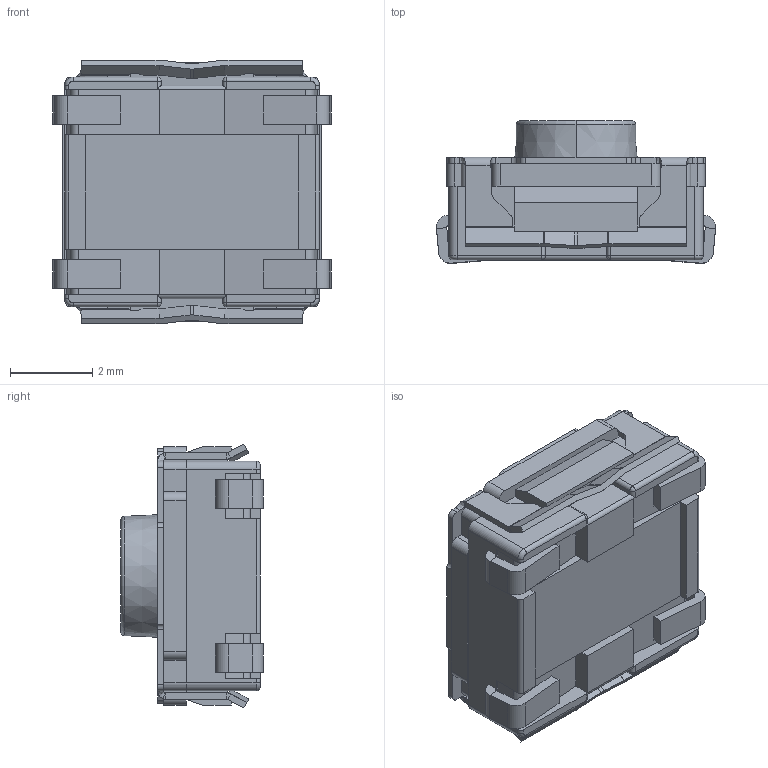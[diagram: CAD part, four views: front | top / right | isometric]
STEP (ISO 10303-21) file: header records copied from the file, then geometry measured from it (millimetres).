
FILE_DESCRIPTION(('FreeCAD Model'),'2;1');
FILE_NAME('SKRAAL2.STEP','2019-12-24T15:30:33',('Author'),(''), 'Open CASCADE STEP processor 7.2','FreeCAD','Unknown');
FILE_SCHEMA(('AUTOMOTIVE_DESIGN { 1 0 10303 214 1 1 1 1 }'));
Length unit declared in the file: millimetre
Products named in the file (1): SKRAAL
Bounding box: 6.8 x 3.48 x 6.43 mm (x, y, z)
Volume: 92.7 mm3; surface area: 198.9 mm2
Topology: 1 solids, 1 shells, 392 faces, 1064 edges, 652 vertices
Faces by surface type: plane 228, cylinder 138, bspline 12, torus 8, sphere 4, cone 2
Entity records: 28195 total; most frequent: CARTESIAN_POINT 7479, DIRECTION 3816, LINE 2430, VECTOR 2430, ORIENTED_EDGE 2120, PCURVE 2120, DEFINITIONAL_REPRESENTATION 2120, EDGE_CURVE 1060
